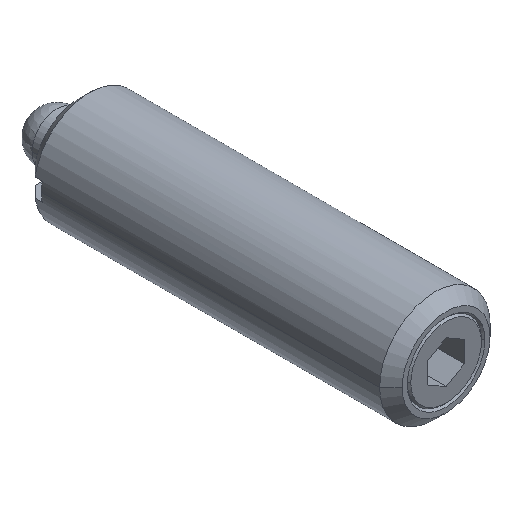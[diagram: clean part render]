
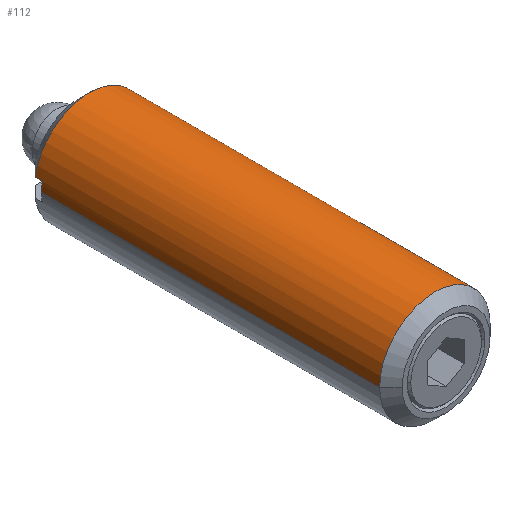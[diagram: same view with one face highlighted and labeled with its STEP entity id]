
A CAD part, isometric view. The second image highlights one B-rep face of the part: STEP entity #112.
In plain terms, the highlighted cylindrical face has radius 3 mm (diameter 6 mm), a partial arc.
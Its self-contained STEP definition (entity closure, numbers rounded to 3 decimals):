
#112 = ADVANCED_FACE( '', ( #205 ), #206, .T. );
#205 = FACE_OUTER_BOUND( '', #316, .T. );
#206 = CYLINDRICAL_SURFACE( '', #317, 3. );
#316 = EDGE_LOOP( '', ( #610, #611, #612, #613, #614, #615, #616, #617 ) );
#317 = AXIS2_PLACEMENT_3D( '', #618, #619, #620 );
#610 = ORIENTED_EDGE( '', *, *, #737, .T. );
#611 = ORIENTED_EDGE( '', *, *, #812, .T. );
#612 = ORIENTED_EDGE( '', *, *, #813, .T. );
#613 = ORIENTED_EDGE( '', *, *, #808, .F. );
#614 = ORIENTED_EDGE( '', *, *, #814, .T. );
#615 = ORIENTED_EDGE( '', *, *, #815, .T. );
#616 = ORIENTED_EDGE( '', *, *, #739, .T. );
#617 = ORIENTED_EDGE( '', *, *, #799, .T. );
#618 = CARTESIAN_POINT( '', ( 0., 10., 0. ) );
#619 = DIRECTION( '', ( 0., -1., 0. ) );
#620 = DIRECTION( '', ( 1., 0., 0. ) );
#737 = EDGE_CURVE( '', #916, #917, #918, .T. );
#739 = EDGE_CURVE( '', #921, #919, #922, .T. );
#799 = EDGE_CURVE( '', #919, #916, #1021, .T. );
#808 = EDGE_CURVE( '', #1034, #1029, #1036, .T. );
#812 = EDGE_CURVE( '', #917, #1042, #1043, .T. );
#813 = EDGE_CURVE( '', #1042, #1029, #1044, .T. );
#814 = EDGE_CURVE( '', #1034, #1045, #1046, .T. );
#815 = EDGE_CURVE( '', #1045, #921, #1047, .T. );
#916 = VERTEX_POINT( '', #1111 );
#917 = VERTEX_POINT( '', #1112 );
#918 = LINE( '', #1113, #1114 );
#919 = VERTEX_POINT( '', #1115 );
#921 = VERTEX_POINT( '', #1117 );
#922 = LINE( '', #1118, #1119 );
#1021 = CIRCLE( '', #1324, 3. );
#1029 = VERTEX_POINT( '', #1350 );
#1034 = VERTEX_POINT( '', #1364 );
#1036 = CIRCLE( '', #1375, 3. );
#1042 = VERTEX_POINT( '', #1383 );
#1043 = CIRCLE( '', #1384, 3. );
#1044 = LINE( '', #1385, #1386 );
#1045 = VERTEX_POINT( '', #1387 );
#1046 = LINE( '', #1388, #1389 );
#1047 = CIRCLE( '', #1390, 3. );
#1111 = CARTESIAN_POINT( '', ( 3., 0.614, 0. ) );
#1112 = CARTESIAN_POINT( '', ( 3., 19., 0. ) );
#1113 = CARTESIAN_POINT( '', ( 3., 10., 0. ) );
#1114 = VECTOR( '', #1467, 1. );
#1115 = CARTESIAN_POINT( '', ( -3., 0.614, 0. ) );
#1117 = CARTESIAN_POINT( '', ( -3., 19., 0. ) );
#1118 = CARTESIAN_POINT( '', ( -3., 10., 0. ) );
#1119 = VECTOR( '', #1471, 1. );
#1324 = AXIS2_PLACEMENT_3D( '', #1557, #1558, #1559 );
#1350 = CARTESIAN_POINT( '', ( 2.958, 19.387, 0.5 ) );
#1364 = CARTESIAN_POINT( '', ( -2.958, 19.387, 0.5 ) );
#1375 = AXIS2_PLACEMENT_3D( '', #1572, #1573, #1574 );
#1383 = CARTESIAN_POINT( '', ( 2.958, 19., 0.5 ) );
#1384 = AXIS2_PLACEMENT_3D( '', #1580, #1581, #1582 );
#1385 = CARTESIAN_POINT( '', ( 2.958, 19.193, 0.5 ) );
#1386 = VECTOR( '', #1583, 1. );
#1387 = CARTESIAN_POINT( '', ( -2.958, 19., 0.5 ) );
#1388 = CARTESIAN_POINT( '', ( -2.958, 19.193, 0.5 ) );
#1389 = VECTOR( '', #1584, 1. );
#1390 = AXIS2_PLACEMENT_3D( '', #1585, #1586, #1587 );
#1467 = DIRECTION( '', ( 0., 1., 0. ) );
#1471 = DIRECTION( '', ( 0., -1., 0. ) );
#1557 = CARTESIAN_POINT( '', ( 0., 0.614, 0. ) );
#1558 = DIRECTION( '', ( 0., 1., 0. ) );
#1559 = DIRECTION( '', ( 1., 0., 0. ) );
#1572 = CARTESIAN_POINT( '', ( 0., 19.387, 0. ) );
#1573 = DIRECTION( '', ( 0., 1., 0. ) );
#1574 = DIRECTION( '', ( 1., 0., 0. ) );
#1580 = CARTESIAN_POINT( '', ( 0., 19., 0. ) );
#1581 = DIRECTION( '', ( 0., -1., 0. ) );
#1582 = DIRECTION( '', ( 1., 0., 0. ) );
#1583 = DIRECTION( '', ( 0., 1., 0. ) );
#1584 = DIRECTION( '', ( 0., -1., 0. ) );
#1585 = CARTESIAN_POINT( '', ( 0., 19., 0. ) );
#1586 = DIRECTION( '', ( 0., -1., 0. ) );
#1587 = DIRECTION( '', ( 1., 0., 0. ) );
